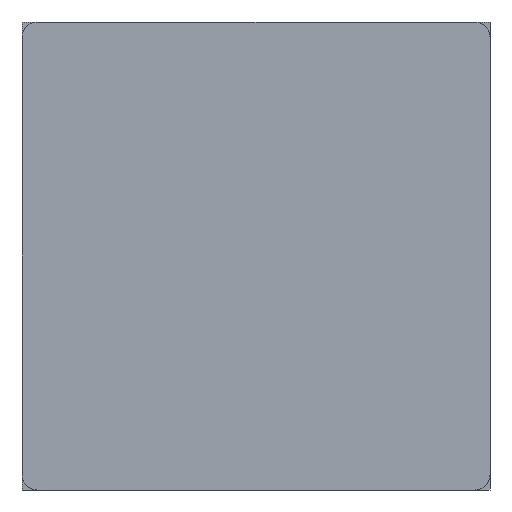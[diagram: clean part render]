
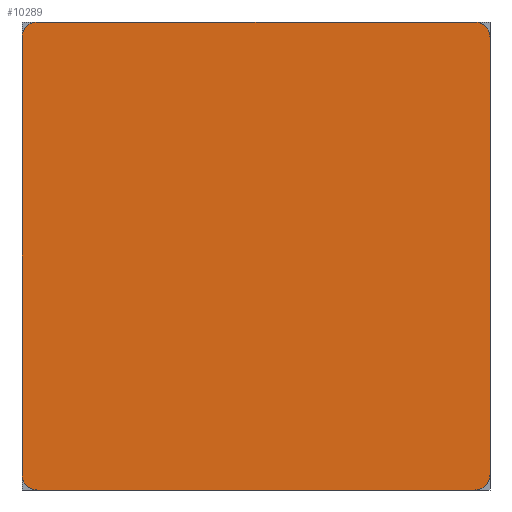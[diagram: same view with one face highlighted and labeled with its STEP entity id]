
A CAD part, front view. The second image highlights one B-rep face of the part: STEP entity #10289.
In plain terms, the highlighted free-form (B-spline) face has degree [1, 1] with [2, 2] control points.
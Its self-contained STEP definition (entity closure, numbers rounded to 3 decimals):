
#10253 = EDGE_CURVE('',#10254,#10256,#10258,.T.);
#10254 = VERTEX_POINT('',#10255);
#10255 = CARTESIAN_POINT('',(0.763,-0.59,
    -0.712));
#10256 = VERTEX_POINT('',#10257);
#10257 = CARTESIAN_POINT('',(0.712,-0.59,
    -0.763));
#10258 = ( BOUNDED_CURVE() B_SPLINE_CURVE(2,(#10259,#10260,#10261),
.UNSPECIFIED.,.F.,.F.) B_SPLINE_CURVE_WITH_KNOTS((3,3),(5.498,
7.069),.PIECEWISE_BEZIER_KNOTS.) CURVE() 
GEOMETRIC_REPRESENTATION_ITEM() RATIONAL_B_SPLINE_CURVE((1.,
0.707,1.)) REPRESENTATION_ITEM('') );
#10259 = CARTESIAN_POINT('',(0.763,-0.59,
    -0.712));
#10260 = CARTESIAN_POINT('',(0.763,-0.59,
    -0.763));
#10261 = CARTESIAN_POINT('',(0.712,-0.59,
    -0.763));
#10289 = ADVANCED_FACE('',(#10290),#10343,.T.);
#10290 = FACE_BOUND('',#10291,.T.);
#10291 = EDGE_LOOP('',(#10292,#10293,#10300,#10308,#10315,#10323,#10330,
    #10338));
#10292 = ORIENTED_EDGE('',*,*,#10253,.F.);
#10293 = ORIENTED_EDGE('',*,*,#10294,.T.);
#10294 = EDGE_CURVE('',#10254,#10295,#10297,.T.);
#10295 = VERTEX_POINT('',#10296);
#10296 = CARTESIAN_POINT('',(0.763,-0.59,
    0.712));
#10297 = B_SPLINE_CURVE_WITH_KNOTS('',1,(#10298,#10299),.UNSPECIFIED.,
  .F.,.F.,(2,2),(-1.45,-0.05),.PIECEWISE_BEZIER_KNOTS.);
#10298 = CARTESIAN_POINT('',(0.763,-0.59,
    -0.712));
#10299 = CARTESIAN_POINT('',(0.763,-0.59,
    0.712));
#10300 = ORIENTED_EDGE('',*,*,#10301,.F.);
#10301 = EDGE_CURVE('',#10302,#10295,#10304,.T.);
#10302 = VERTEX_POINT('',#10303);
#10303 = CARTESIAN_POINT('',(0.712,-0.59,
    0.763));
#10304 = ( BOUNDED_CURVE() B_SPLINE_CURVE(2,(#10305,#10306,#10307),
.UNSPECIFIED.,.F.,.F.) B_SPLINE_CURVE_WITH_KNOTS((3,3),(5.498,
7.069),.PIECEWISE_BEZIER_KNOTS.) CURVE() 
GEOMETRIC_REPRESENTATION_ITEM() RATIONAL_B_SPLINE_CURVE((1.,
0.707,1.)) REPRESENTATION_ITEM('') );
#10305 = CARTESIAN_POINT('',(0.712,-0.59,
    0.763));
#10306 = CARTESIAN_POINT('',(0.763,-0.59,
    0.763));
#10307 = CARTESIAN_POINT('',(0.763,-0.59,
    0.712));
#10308 = ORIENTED_EDGE('',*,*,#10309,.T.);
#10309 = EDGE_CURVE('',#10302,#10310,#10312,.T.);
#10310 = VERTEX_POINT('',#10311);
#10311 = CARTESIAN_POINT('',(-0.712,-0.59,
    0.763));
#10312 = B_SPLINE_CURVE_WITH_KNOTS('',1,(#10313,#10314),.UNSPECIFIED.,
  .F.,.F.,(2,2),(0.05,1.45),.PIECEWISE_BEZIER_KNOTS.);
#10313 = CARTESIAN_POINT('',(0.712,-0.59,
    0.763));
#10314 = CARTESIAN_POINT('',(-0.712,-0.59,
    0.763));
#10315 = ORIENTED_EDGE('',*,*,#10316,.F.);
#10316 = EDGE_CURVE('',#10317,#10310,#10319,.T.);
#10317 = VERTEX_POINT('',#10318);
#10318 = CARTESIAN_POINT('',(-0.763,-0.59,
    0.712));
#10319 = ( BOUNDED_CURVE() B_SPLINE_CURVE(2,(#10320,#10321,#10322),
.UNSPECIFIED.,.F.,.F.) B_SPLINE_CURVE_WITH_KNOTS((3,3),(5.498,
7.069),.PIECEWISE_BEZIER_KNOTS.) CURVE() 
GEOMETRIC_REPRESENTATION_ITEM() RATIONAL_B_SPLINE_CURVE((1.,
0.707,1.)) REPRESENTATION_ITEM('') );
#10320 = CARTESIAN_POINT('',(-0.763,-0.59,
    0.712));
#10321 = CARTESIAN_POINT('',(-0.763,-0.59,
    0.763));
#10322 = CARTESIAN_POINT('',(-0.712,-0.59,
    0.763));
#10323 = ORIENTED_EDGE('',*,*,#10324,.T.);
#10324 = EDGE_CURVE('',#10317,#10325,#10327,.T.);
#10325 = VERTEX_POINT('',#10326);
#10326 = CARTESIAN_POINT('',(-0.763,-0.59,
    -0.712));
#10327 = B_SPLINE_CURVE_WITH_KNOTS('',1,(#10328,#10329),.UNSPECIFIED.,
  .F.,.F.,(2,2),(0.05,1.45),.PIECEWISE_BEZIER_KNOTS.);
#10328 = CARTESIAN_POINT('',(-0.763,-0.59,
    0.712));
#10329 = CARTESIAN_POINT('',(-0.763,-0.59,
    -0.712));
#10330 = ORIENTED_EDGE('',*,*,#10331,.F.);
#10331 = EDGE_CURVE('',#10332,#10325,#10334,.T.);
#10332 = VERTEX_POINT('',#10333);
#10333 = CARTESIAN_POINT('',(-0.712,-0.59,
    -0.763));
#10334 = ( BOUNDED_CURVE() B_SPLINE_CURVE(2,(#10335,#10336,#10337),
.UNSPECIFIED.,.F.,.F.) B_SPLINE_CURVE_WITH_KNOTS((3,3),(5.498,
7.069),.PIECEWISE_BEZIER_KNOTS.) CURVE() 
GEOMETRIC_REPRESENTATION_ITEM() RATIONAL_B_SPLINE_CURVE((1.,
0.707,1.)) REPRESENTATION_ITEM('') );
#10335 = CARTESIAN_POINT('',(-0.712,-0.59,
    -0.763));
#10336 = CARTESIAN_POINT('',(-0.763,-0.59,
    -0.763));
#10337 = CARTESIAN_POINT('',(-0.763,-0.59,
    -0.712));
#10338 = ORIENTED_EDGE('',*,*,#10339,.T.);
#10339 = EDGE_CURVE('',#10332,#10256,#10340,.T.);
#10340 = B_SPLINE_CURVE_WITH_KNOTS('',1,(#10341,#10342),.UNSPECIFIED.,
  .F.,.F.,(2,2),(-1.45,-0.05),.PIECEWISE_BEZIER_KNOTS.);
#10341 = CARTESIAN_POINT('',(-0.712,-0.59,
    -0.763));
#10342 = CARTESIAN_POINT('',(0.712,-0.59,
    -0.763));
#10343 = B_SPLINE_SURFACE_WITH_KNOTS('',1,1,(
    (#10344,#10345)
    ,(#10346,#10347
  )),.UNSPECIFIED.,.F.,.F.,.F.,(2,2),(2,2),(-0.75,0.75),(-0.75,0.75),
  .PIECEWISE_BEZIER_KNOTS.);
#10344 = CARTESIAN_POINT('',(-0.763,-0.59,
    0.763));
#10345 = CARTESIAN_POINT('',(0.763,-0.59,
    0.763));
#10346 = CARTESIAN_POINT('',(-0.763,-0.59,
    -0.763));
#10347 = CARTESIAN_POINT('',(0.763,-0.59,
    -0.763));
